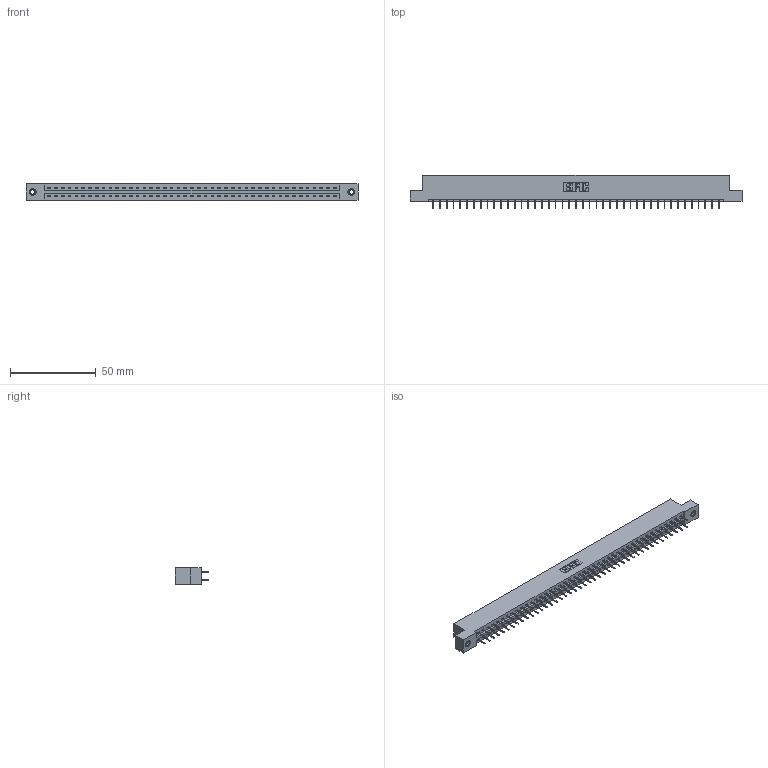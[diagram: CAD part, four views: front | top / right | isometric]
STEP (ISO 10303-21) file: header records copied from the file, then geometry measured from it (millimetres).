
FILE_DESCRIPTION (( 'STEP AP203' ), '1' );
FILE_NAME ('337-086-524-207.STEP', '2018-08-13T00:54:46', ( '' ), ( '' ), 'SwSTEP 2.0', 'SolidWorks 2016', '' );
FILE_SCHEMA (( 'CONFIG_CONTROL_DESIGN' ));
Length unit declared in the file: inch
Products named in the file (4): 337 Part_Flush Mounting Lugs - 0.156 Dia-TI; 345-292-001_345-293-124; 345-250-001_345-250-005-103; 337-086-524-207
Assembly tree (89 placements, depth 2):
  337-086-524-207
    337 Part_Flush Mounting Lugs - 0.156 Dia-TI
    345-292-001_345-293-124  x86
    345-250-001_345-250-005-103  x2
Bounding box: 193.4 x 19.69 x 9.4 mm (x, y, z)
Volume: 20251.2 mm3; surface area: 22536.6 mm2
Topology: 89 solids, 89 shells, 5162 faces, 14637 edges, 9406 vertices
Faces by surface type: plane 3886, cylinder 1260, cone 12, torus 4
Entity records: 34470 total; most frequent: CARTESIAN_POINT 5785, ORIENTED_EDGE 5714, DIRECTION 4951, EDGE_CURVE 2857, VECTOR 2713, LINE 2713, VERTEX_POINT 1896, AXIS2_PLACEMENT_3D 1119
